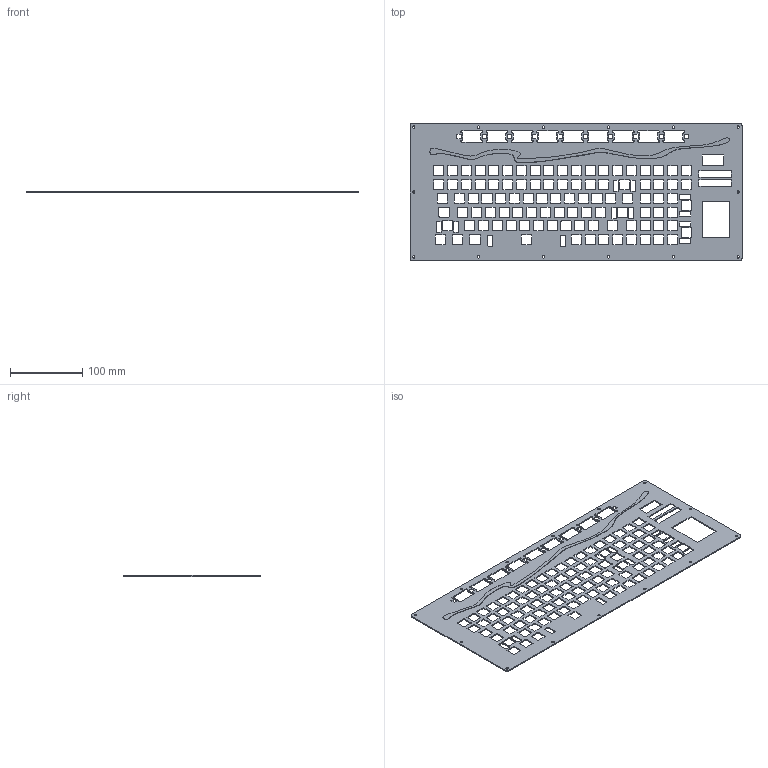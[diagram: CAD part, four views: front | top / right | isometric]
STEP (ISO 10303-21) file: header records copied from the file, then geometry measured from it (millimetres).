
FILE_DESCRIPTION(/* description */ (''),/* implementation_level */ '2;1');
FILE_NAME(/* name */ 'Plate.step',/* time_stamp */ '2025-06-13T21:33:38+12:00',/* author */ (''),/* organization */ (''),/* preprocessor_version */ 'ST-DEVELOPER v20.1',/* originating_system */ 'Autodesk Translation Framework v14.10.0.0',/* authorisation */ '');
FILE_SCHEMA (('AUTOMOTIVE_DESIGN { 1 0 10303 214 3 1 1 }'));
Length unit declared in the file: millimetre
Products named in the file (1): Plate
Bounding box: 460 x 190 x 1.5 mm (x, y, z)
Volume: 88559.9 mm3; surface area: 131697.3 mm2
Topology: 1 solids, 1 shells, 1095 faces, 3278 edges, 2186 vertices
Faces by surface type: plane 547, cylinder 546, bspline 2
Full cylindrical faces by diameter (mm): 3.2 x14
Entity records: 38751 total; most frequent: CARTESIAN_POINT 7505, ORIENTED_EDGE 6556, DIRECTION 6550, EDGE_CURVE 3278, VERTEX_POINT 2186, AXIS2_PLACEMENT_3D 2186, LINE 2178, VECTOR 2178
